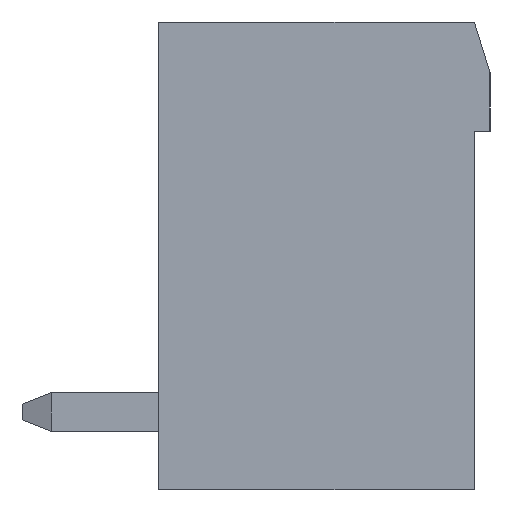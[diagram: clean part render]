
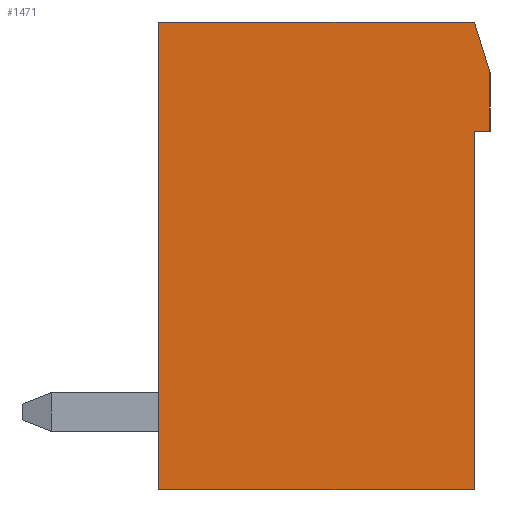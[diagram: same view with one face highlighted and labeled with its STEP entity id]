
A CAD part, left-side view. The second image highlights one B-rep face of the part: STEP entity #1471.
In plain terms, the highlighted planar face has unit normal (-1, 0, 0).
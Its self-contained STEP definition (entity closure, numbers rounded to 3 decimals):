
#1471 = ADVANCED_FACE( '', ( #3072 ), #3073, .T. );
#3072 = FACE_OUTER_BOUND( '', #4836, .T. );
#3073 = PLANE( '', #4837 );
#4836 = EDGE_LOOP( '', ( #8935, #8936, #8937, #8938, #8939, #8940, #8941 ) );
#4837 = AXIS2_PLACEMENT_3D( '', #8942, #8943, #8944 );
#8935 = ORIENTED_EDGE( '', *, *, #12210, .T. );
#8936 = ORIENTED_EDGE( '', *, *, #12661, .T. );
#8937 = ORIENTED_EDGE( '', *, *, #12662, .T. );
#8938 = ORIENTED_EDGE( '', *, *, #12663, .T. );
#8939 = ORIENTED_EDGE( '', *, *, #12664, .T. );
#8940 = ORIENTED_EDGE( '', *, *, #12274, .T. );
#8941 = ORIENTED_EDGE( '', *, *, #11907, .T. );
#8942 = CARTESIAN_POINT( '', ( -41.64, 0., 0. ) );
#8943 = DIRECTION( '', ( -1., 0., 0. ) );
#8944 = DIRECTION( '', ( 0., 0., 1. ) );
#11907 = EDGE_CURVE( '', #14790, #14791, #14792, .T. );
#12210 = EDGE_CURVE( '', #14791, #15233, #15235, .T. );
#12274 = EDGE_CURVE( '', #15324, #14790, #15325, .T. );
#12661 = EDGE_CURVE( '', #15233, #15830, #15831, .T. );
#12662 = EDGE_CURVE( '', #15830, #15832, #15833, .T. );
#12663 = EDGE_CURVE( '', #15832, #15834, #15835, .T. );
#12664 = EDGE_CURVE( '', #15834, #15324, #15836, .T. );
#14790 = VERTEX_POINT( '', #18803 );
#14791 = VERTEX_POINT( '', #18804 );
#14792 = LINE( '', #18805, #18806 );
#15233 = VERTEX_POINT( '', #19457 );
#15235 = LINE( '', #19460, #19461 );
#15324 = VERTEX_POINT( '', #19587 );
#15325 = LINE( '', #19588, #19589 );
#15830 = VERTEX_POINT( '', #20343 );
#15831 = LINE( '', #20344, #20345 );
#15832 = VERTEX_POINT( '', #20346 );
#15833 = LINE( '', #20347, #20348 );
#15834 = VERTEX_POINT( '', #20349 );
#15835 = LINE( '', #20350, #20351 );
#15836 = LINE( '', #20352, #20353 );
#18803 = CARTESIAN_POINT( '', ( -41.64, -4.45, 3.2 ) );
#18804 = CARTESIAN_POINT( '', ( -41.64, -4.45, 4.7 ) );
#18805 = CARTESIAN_POINT( '', ( -41.64, -4.45, 3.2 ) );
#18806 = VECTOR( '', #21904, 1000. );
#19457 = CARTESIAN_POINT( '', ( -41.64, -4.05, 6. ) );
#19460 = CARTESIAN_POINT( '', ( -41.64, -4.45, 4.7 ) );
#19461 = VECTOR( '', #22170, 1000. );
#19587 = CARTESIAN_POINT( '', ( -41.64, -4.05, 3.2 ) );
#19588 = CARTESIAN_POINT( '', ( -41.64, -4.05, 3.2 ) );
#19589 = VECTOR( '', #22223, 1000. );
#20343 = CARTESIAN_POINT( '', ( -41.64, 4.05, 6. ) );
#20344 = CARTESIAN_POINT( '', ( -41.64, -4.05, 6. ) );
#20345 = VECTOR( '', #22536, 1000. );
#20346 = CARTESIAN_POINT( '', ( -41.64, 4.05, -6. ) );
#20347 = CARTESIAN_POINT( '', ( -41.64, 4.05, 6. ) );
#20348 = VECTOR( '', #22537, 1000. );
#20349 = CARTESIAN_POINT( '', ( -41.64, -4.05, -6. ) );
#20350 = CARTESIAN_POINT( '', ( -41.64, 4.05, -6. ) );
#20351 = VECTOR( '', #22538, 1000. );
#20352 = CARTESIAN_POINT( '', ( -41.64, -4.05, -6. ) );
#20353 = VECTOR( '', #22539, 1000. );
#21904 = DIRECTION( '', ( 0., 0., 1. ) );
#22170 = DIRECTION( '', ( 0., 0.294, 0.956 ) );
#22223 = DIRECTION( '', ( 0., -1., 0. ) );
#22536 = DIRECTION( '', ( 0., 1., 0. ) );
#22537 = DIRECTION( '', ( 0., 0., -1. ) );
#22538 = DIRECTION( '', ( 0., -1., 0. ) );
#22539 = DIRECTION( '', ( 0., 0., 1. ) );
